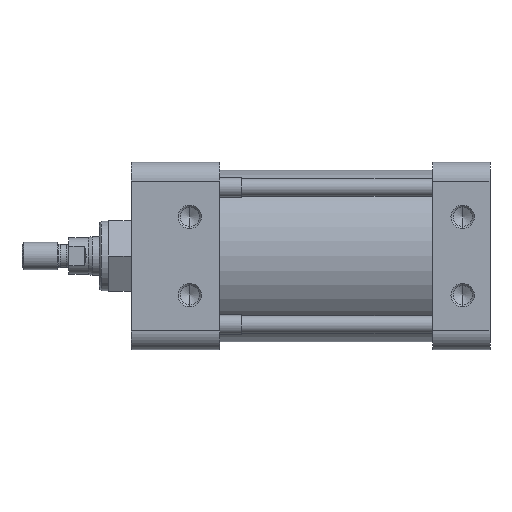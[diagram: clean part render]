
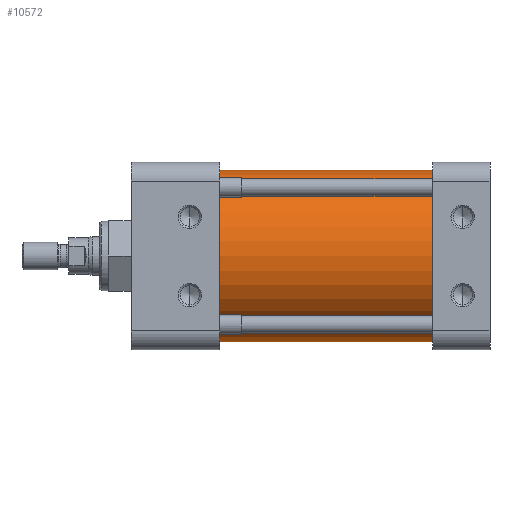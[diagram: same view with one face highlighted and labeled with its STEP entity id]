
A CAD part, front view. The second image highlights one B-rep face of the part: STEP entity #10572.
In plain terms, the highlighted cylindrical face has radius 34.925 mm (diameter 69.85 mm), a partial arc.
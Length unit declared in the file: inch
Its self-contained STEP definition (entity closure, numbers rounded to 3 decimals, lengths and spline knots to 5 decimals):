
#1025 = DIRECTION ( 'NONE',  ( 0., 0., -1. ) ) ;
#1417 = AXIS2_PLACEMENT_3D ( 'NONE', #7235, #6102, #13919 ) ;
#1739 = CARTESIAN_POINT ( 'NONE',  ( 1.42, 0., 1.375 ) ) ;
#2308 = CARTESIAN_POINT ( 'NONE',  ( 1.42, 0., 0. ) ) ;
#2774 = EDGE_CURVE ( 'NONE', #4677, #8675, #10900, .T. ) ;
#2941 = LINE ( 'NONE', #5258, #11489 ) ;
#3459 = DIRECTION ( 'NONE',  ( 0., 0., -1. ) ) ;
#3847 = EDGE_LOOP ( 'NONE', ( #11353, #4139, #13024, #13493 ) ) ;
#4139 = ORIENTED_EDGE ( 'NONE', *, *, #6584, .T. ) ;
#4445 = AXIS2_PLACEMENT_3D ( 'NONE', #2308, #10114, #3459 ) ;
#4677 = VERTEX_POINT ( 'NONE', #5063 ) ;
#4882 = EDGE_CURVE ( 'NONE', #8675, #12227, #4934, .T. ) ;
#4934 = CIRCLE ( 'NONE', #5193, 1.375 ) ;
#5063 = CARTESIAN_POINT ( 'NONE',  ( 1.42, 0., -1.375 ) ) ;
#5193 = AXIS2_PLACEMENT_3D ( 'NONE', #14392, #7802, #1025 ) ;
#5258 = CARTESIAN_POINT ( 'NONE',  ( 4.826, 0., 1.375 ) ) ;
#5780 = CIRCLE ( 'NONE', #4445, 1.375 ) ;
#6102 = DIRECTION ( 'NONE',  ( 1., 0., 0. ) ) ;
#6475 = CARTESIAN_POINT ( 'NONE',  ( 4.826, 0., -1.375 ) ) ;
#6584 = EDGE_CURVE ( 'NONE', #6941, #4677, #5780, .T. ) ;
#6941 = VERTEX_POINT ( 'NONE', #1739 ) ;
#7235 = CARTESIAN_POINT ( 'NONE',  ( 4.826, 0., 0. ) ) ;
#7600 = VECTOR ( 'NONE', #14229, 39.37008 ) ;
#7802 = DIRECTION ( 'NONE',  ( -1., 0., 0. ) ) ;
#7956 = FACE_OUTER_BOUND ( 'NONE', #3847, .T. ) ;
#8675 = VERTEX_POINT ( 'NONE', #13852 ) ;
#9129 = CYLINDRICAL_SURFACE ( 'NONE', #1417, 1.375 ) ;
#10114 = DIRECTION ( 'NONE',  ( 1., 0., 0. ) ) ;
#10572 = ADVANCED_FACE ( 'NONE', ( #7956 ), #9129, .T. ) ;
#10900 = LINE ( 'NONE', #6475, #7600 ) ;
#11353 = ORIENTED_EDGE ( 'NONE', *, *, #12871, .F. ) ;
#11489 = VECTOR ( 'NONE', #13011, 39.37008 ) ;
#12227 = VERTEX_POINT ( 'NONE', #12909 ) ;
#12871 = EDGE_CURVE ( 'NONE', #6941, #12227, #2941, .T. ) ;
#12909 = CARTESIAN_POINT ( 'NONE',  ( 4.826, 0., 1.375 ) ) ;
#13011 = DIRECTION ( 'NONE',  ( 1., 0., 0. ) ) ;
#13024 = ORIENTED_EDGE ( 'NONE', *, *, #2774, .T. ) ;
#13493 = ORIENTED_EDGE ( 'NONE', *, *, #4882, .T. ) ;
#13852 = CARTESIAN_POINT ( 'NONE',  ( 4.826, 0., -1.375 ) ) ;
#13919 = DIRECTION ( 'NONE',  ( 0., 0., -1. ) ) ;
#14229 = DIRECTION ( 'NONE',  ( 1., 0., 0. ) ) ;
#14392 = CARTESIAN_POINT ( 'NONE',  ( 4.826, 0., 0. ) ) ;
